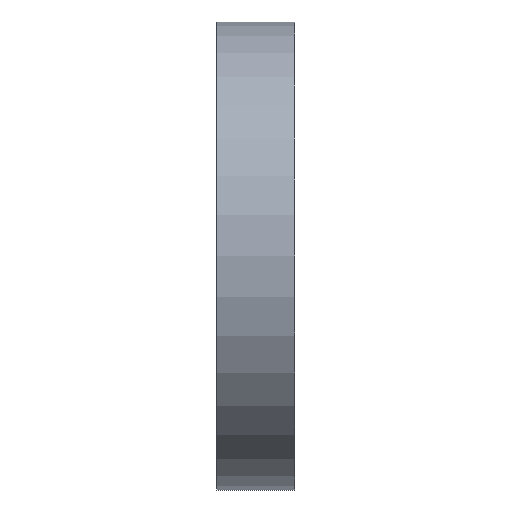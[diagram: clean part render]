
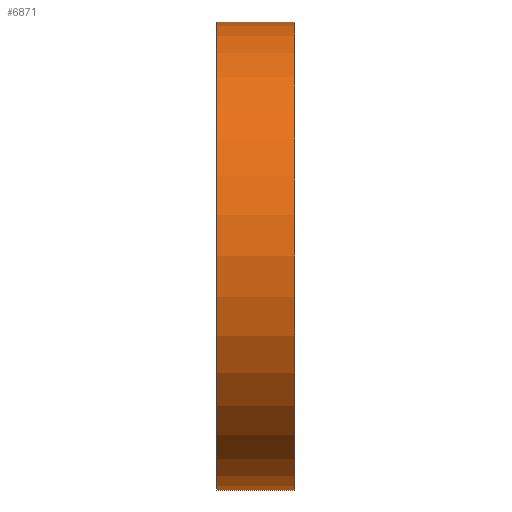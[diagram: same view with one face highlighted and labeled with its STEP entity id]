
A CAD part, left-side view. The second image highlights one B-rep face of the part: STEP entity #6871.
In plain terms, the highlighted cylindrical face has radius 38.1 mm (diameter 76.2 mm), a partial arc.
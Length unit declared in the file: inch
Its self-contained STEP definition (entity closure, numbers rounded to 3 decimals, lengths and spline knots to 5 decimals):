
#166 = EDGE_CURVE ( 'NONE', #1990, #10689, #2685, .T. ) ;
#263 = DIRECTION ( 'NONE',  ( 0., -1., 0. ) ) ;
#281 = DIRECTION ( 'NONE',  ( 0., 0., 1. ) ) ;
#357 = CARTESIAN_POINT ( 'NONE',  ( -2.05006, 0.5, 0. ) ) ;
#757 = ORIENTED_EDGE ( 'NONE', *, *, #3920, .F. ) ;
#1074 = VERTEX_POINT ( 'NONE', #6054 ) ;
#1108 = CARTESIAN_POINT ( 'NONE',  ( -2.05006, 0.5, -1.5 ) ) ;
#1268 = DIRECTION ( 'NONE',  ( 0., 0., 1. ) ) ;
#1990 = VERTEX_POINT ( 'NONE', #1108 ) ;
#2685 = CIRCLE ( 'NONE', #4149, 1.5 ) ;
#2951 = DIRECTION ( 'NONE',  ( 0., -1., 0. ) ) ;
#3068 = CARTESIAN_POINT ( 'NONE',  ( -2.05006, 0.5, 1.5 ) ) ;
#3920 = EDGE_CURVE ( 'NONE', #10689, #6711, #6732, .T. ) ;
#4019 = CIRCLE ( 'NONE', #7165, 1.5 ) ;
#4149 = AXIS2_PLACEMENT_3D ( 'NONE', #357, #6505, #1268 ) ;
#4743 = LINE ( 'NONE', #10818, #9161 ) ;
#4755 = EDGE_LOOP ( 'NONE', ( #6653, #757, #8338, #5666 ) ) ;
#5544 = DIRECTION ( 'NONE',  ( 0., 1., 0. ) ) ;
#5609 = CARTESIAN_POINT ( 'NONE',  ( -2.05006, 0., 1.5 ) ) ;
#5666 = ORIENTED_EDGE ( 'NONE', *, *, #5880, .T. ) ;
#5840 = DIRECTION ( 'NONE',  ( 0., 0., -1. ) ) ;
#5880 = EDGE_CURVE ( 'NONE', #1990, #1074, #4743, .T. ) ;
#6054 = CARTESIAN_POINT ( 'NONE',  ( -2.05006, 0., -1.5 ) ) ;
#6348 = FACE_OUTER_BOUND ( 'NONE', #4755, .T. ) ;
#6505 = DIRECTION ( 'NONE',  ( 0., 1., 0. ) ) ;
#6653 = ORIENTED_EDGE ( 'NONE', *, *, #7736, .T. ) ;
#6711 = VERTEX_POINT ( 'NONE', #5609 ) ;
#6732 = LINE ( 'NONE', #9087, #10873 ) ;
#6871 = ADVANCED_FACE ( 'NONE', ( #6348 ), #10778, .T. ) ;
#7165 = AXIS2_PLACEMENT_3D ( 'NONE', #10842, #5544, #281 ) ;
#7736 = EDGE_CURVE ( 'NONE', #1074, #6711, #4019, .T. ) ;
#8338 = ORIENTED_EDGE ( 'NONE', *, *, #166, .F. ) ;
#8972 = AXIS2_PLACEMENT_3D ( 'NONE', #11132, #10239, #5840 ) ;
#9087 = CARTESIAN_POINT ( 'NONE',  ( -2.05006, 0.5, 1.5 ) ) ;
#9161 = VECTOR ( 'NONE', #263, 39.37008 ) ;
#10239 = DIRECTION ( 'NONE',  ( 0., -1., 0. ) ) ;
#10689 = VERTEX_POINT ( 'NONE', #3068 ) ;
#10778 = CYLINDRICAL_SURFACE ( 'NONE', #8972, 1.5 ) ;
#10818 = CARTESIAN_POINT ( 'NONE',  ( -2.05006, 0.5, -1.5 ) ) ;
#10842 = CARTESIAN_POINT ( 'NONE',  ( -2.05006, 0., 0. ) ) ;
#10873 = VECTOR ( 'NONE', #2951, 39.37008 ) ;
#11132 = CARTESIAN_POINT ( 'NONE',  ( -2.05006, 0.5, 0. ) ) ;
